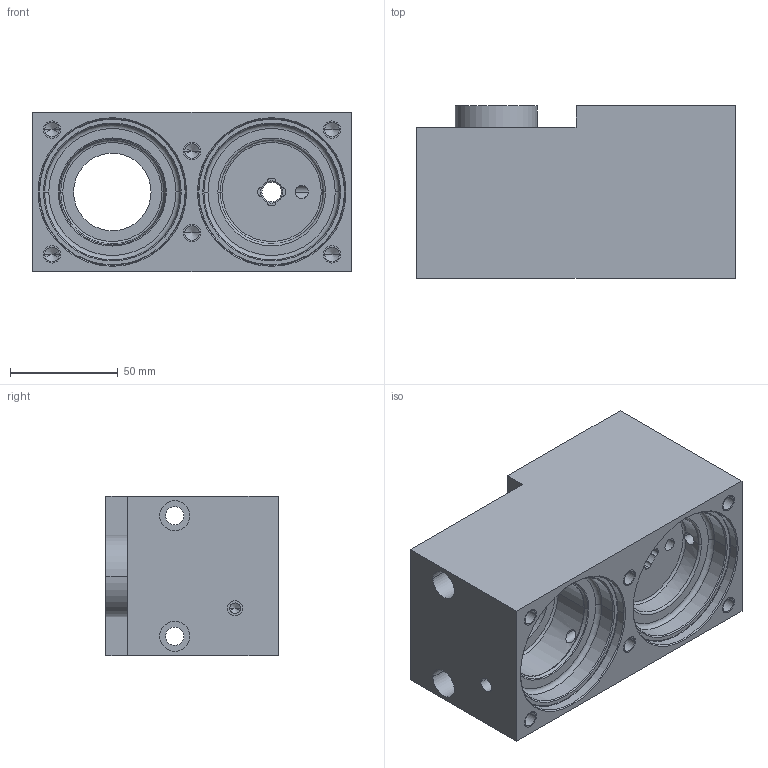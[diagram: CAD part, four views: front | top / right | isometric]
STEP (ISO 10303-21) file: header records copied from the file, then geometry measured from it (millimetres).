
FILE_DESCRIPTION((''),'2;1');
FILE_NAME('1B116060698','2025-10-10T17:21:40',('rampada.mandal'),('Escorts Limited'),'CREO PARAMETRIC BY PTC INC, 2017260','CREO PARAMETRIC BY PTC INC, 2017260','');
FILE_SCHEMA(('CONFIG_CONTROL_DESIGN'));
Length unit declared in the file: millimetre
Products named in the file (1): 1B116060698
Bounding box: 148 x 80 x 74 mm (x, y, z)
Volume: 588023.4 mm3; surface area: 94006.4 mm2
Topology: 1 solids, 10 shells, 219 faces, 549 edges, 340 vertices
Faces by surface type: cylinder 108, plane 49, cone 46, torus 16
Entity records: 7219 total; most frequent: CARTESIAN_POINT 1855, DIRECTION 1200, ORIENTED_EDGE 1022, EDGE_CURVE 529, AXIS2_PLACEMENT_3D 492, VERTEX_POINT 340, CIRCLE 272, EDGE_LOOP 269
